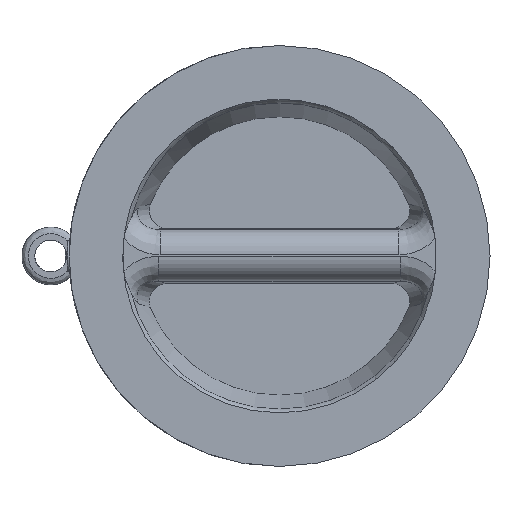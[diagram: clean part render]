
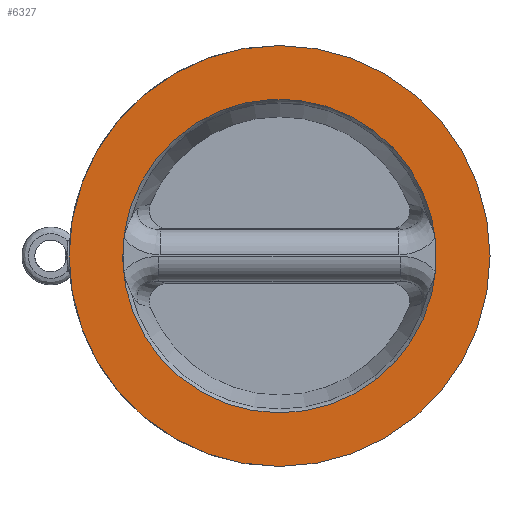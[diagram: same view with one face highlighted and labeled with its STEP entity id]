
A CAD part, front view. The second image highlights one B-rep face of the part: STEP entity #6327.
In plain terms, the highlighted planar face has unit normal (0, -1, 0).
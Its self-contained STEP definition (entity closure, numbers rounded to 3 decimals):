
#6285=CARTESIAN_POINT('',(0.0,-63.723,-230.5));
#6286=VERTEX_POINT('',#6285);
#6287=CARTESIAN_POINT('',(0.0,-63.723,0.0));
#6288=DIRECTION('',(0.0,-1.0,0.0));
#6289=DIRECTION('',(0.0,0.0,-1.0));
#6290=AXIS2_PLACEMENT_3D('',#6287,#6288,#6289);
#6291=CIRCLE('',#6290,230.5);
#6292=EDGE_CURVE('',#6286,#6286,#6291,.T.);
#6308=CARTESIAN_POINT('',(0.0,-63.723,-85.883));
#6309=DIRECTION('',(0.0,1.0,0.0));
#6310=DIRECTION('',(0.0,0.0,1.0));
#6311=AXIS2_PLACEMENT_3D('',#6308,#6309,#6310);
#6312=PLANE('',#6311);
#6313=ORIENTED_EDGE('',*,*,#6292,.T.);
#6314=EDGE_LOOP('',(#6313));
#6315=FACE_OUTER_BOUND('',#6314,.T.);
#6316=CARTESIAN_POINT('',(0.,-63.723,-171.766));
#6317=VERTEX_POINT('',#6316);
#6318=CARTESIAN_POINT('',(0.0,-63.723,0.0));
#6319=DIRECTION('',(0.0,-1.0,0.0));
#6320=DIRECTION('',(0.0,0.0,1.0));
#6321=AXIS2_PLACEMENT_3D('',#6318,#6319,#6320);
#6322=CIRCLE('',#6321,171.766);
#6323=EDGE_CURVE('',#6317,#6317,#6322,.T.);
#6324=ORIENTED_EDGE('',*,*,#6323,.F.);
#6325=EDGE_LOOP('',(#6324));
#6326=FACE_BOUND('',#6325,.T.);
#6327=ADVANCED_FACE('',(#6315,#6326),#6312,.F.);
